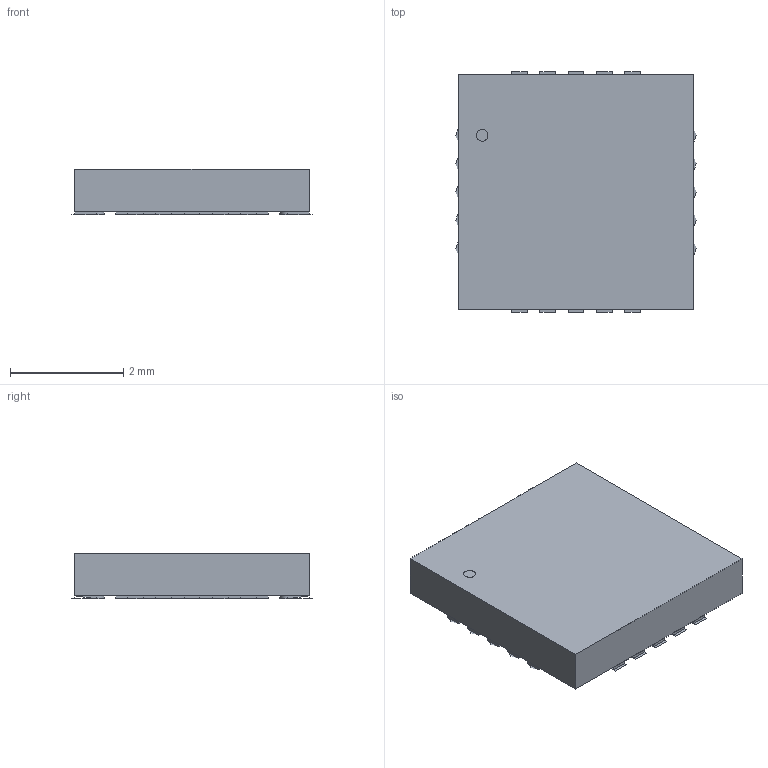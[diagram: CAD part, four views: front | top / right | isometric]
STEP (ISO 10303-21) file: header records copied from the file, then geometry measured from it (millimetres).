
FILE_DESCRIPTION(('STEP AP214'),'1');
FILE_NAME('RTJ20_2P7X2P7','2023-12-13T09:05:17',(''),(''),'','','');
FILE_SCHEMA(('AUTOMOTIVE_DESIGN'));
Length unit declared in the file: millimetre
Products named in the file (1): product
Bounding box: 4.25 x 4.25 x 0.8 mm (x, y, z)
Volume: 13.4 mm3; surface area: 68.9 mm2
Topology: 23 solids, 33 shells, 185 faces, 357 edges, 208 vertices
Faces by surface type: plane 164, cylinder 21
Full cylindrical faces by diameter (mm): 0.207 x1
Entity records: 4397 total; most frequent: ORIENTED_EDGE 772, DIRECTION 722, CARTESIAN_POINT 437, EDGE_CURVE 326, LINE 284, VECTOR 284, AXIS2_PLACEMENT_3D 219, VERTEX_POINT 218
